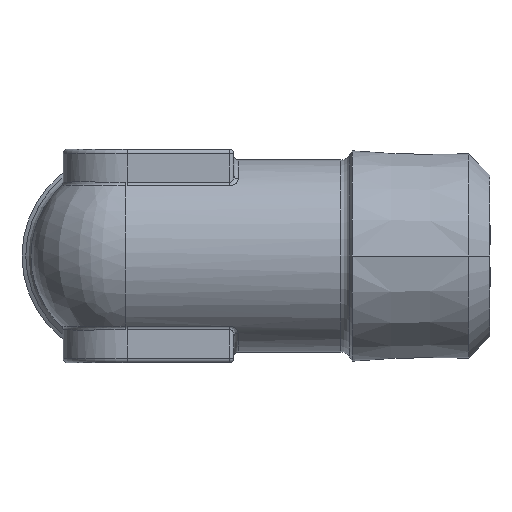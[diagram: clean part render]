
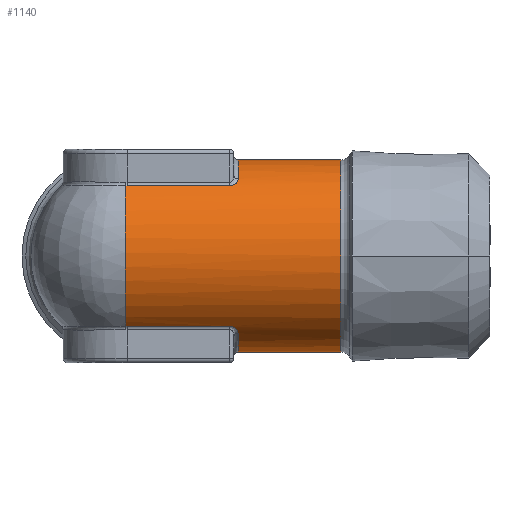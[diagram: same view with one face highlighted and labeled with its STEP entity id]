
A CAD part, left-side view. The second image highlights one B-rep face of the part: STEP entity #1140.
In plain terms, the highlighted cylindrical face has radius 4.5 mm (diameter 9 mm), a partial arc.
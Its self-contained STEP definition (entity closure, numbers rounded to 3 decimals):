
#112 = DIRECTION ( 'NONE',  ( 0., 0., 1. ) ) ;
#113 = DIRECTION ( 'NONE',  ( 0., 1., 0. ) ) ;
#114 = CARTESIAN_POINT ( 'NONE',  ( 0., -10., 0. ) ) ;
#203 = DIRECTION ( 'NONE',  ( 0., 0., -1. ) ) ;
#204 = CARTESIAN_POINT ( 'NONE',  ( 0., 0., 0. ) ) ;
#213 = CYLINDRICAL_SURFACE ( 'NONE', #3355, 4.5 ) ;
#215 = FACE_OUTER_BOUND ( 'NONE', #929, .T. ) ;
#226 = DIRECTION ( 'NONE',  ( 0., -1., 0. ) ) ;
#435 = ORIENTED_EDGE ( 'NONE', *, *, #2346, .F. ) ;
#666 = VERTEX_POINT ( 'NONE', #2669 ) ;
#675 = VERTEX_POINT ( 'NONE', #2554 ) ;
#681 = VERTEX_POINT ( 'NONE', #2501 ) ;
#696 = VERTEX_POINT ( 'NONE', #2434 ) ;
#713 = VERTEX_POINT ( 'NONE', #2299 ) ;
#732 = VERTEX_POINT ( 'NONE', #1672 ) ;
#755 = VERTEX_POINT ( 'NONE', #1604 ) ;
#758 = VERTEX_POINT ( 'NONE', #1697 ) ;
#769 = VERTEX_POINT ( 'NONE', #1686 ) ;
#796 = VERTEX_POINT ( 'NONE', #1648 ) ;
#803 = VERTEX_POINT ( 'NONE', #1640 ) ;
#817 = VERTEX_POINT ( 'NONE', #1622 ) ;
#929 = EDGE_LOOP ( 'NONE', ( #435, #3449, #3448, #3447, #3446, #3445, #3444, #3443, #3442, #3441, #3440, #3439 ) ) ;
#1034 = B_SPLINE_CURVE_WITH_KNOTS ( 'NONE', 3,
 ( #1924, #1933, #1945, #1946 ),
 .UNSPECIFIED., .F., .F.,
 ( 4, 4 ),
 ( 0., 0. ),
 .UNSPECIFIED. ) ;
#1049 = B_SPLINE_CURVE_WITH_KNOTS ( 'NONE', 3,
 ( #1948, #1947, #1955, #1956, #1957, #1958, #1959, #1960 ),
 .UNSPECIFIED., .F., .F.,
 ( 4, 2, 2, 4 ),
 ( 0., 0., 0.001, 0.001 ),
 .UNSPECIFIED. ) ;
#1056 = B_SPLINE_CURVE_WITH_KNOTS ( 'NONE', 3,
 ( #1928, #1929, #1934, #1935, #1936, #1937, #1938, #1939 ),
 .UNSPECIFIED., .F., .F.,
 ( 4, 2, 2, 4 ),
 ( 0., 0., 0., 0.001 ),
 .UNSPECIFIED. ) ;
#1057 = B_SPLINE_CURVE_WITH_KNOTS ( 'NONE', 3,
 ( #1944, #1943, #1949, #1950 ),
 .UNSPECIFIED., .F., .F.,
 ( 4, 4 ),
 ( 0., 0. ),
 .UNSPECIFIED. ) ;
#1140 = ADVANCED_FACE ( 'NONE', ( #215 ), #213, .T. ) ;
#1398 = AXIS2_PLACEMENT_3D ( 'NONE', #114, #113, #112 ) ;
#1400 = CIRCLE ( 'NONE', #1398, 4.5 ) ;
#1604 = CARTESIAN_POINT ( 'NONE',  ( -3.063, 0.068, 3.297 ) ) ;
#1622 = CARTESIAN_POINT ( 'NONE',  ( 0., -5.2, -4.5 ) ) ;
#1640 = CARTESIAN_POINT ( 'NONE',  ( -3.064, 0., 3.296 ) ) ;
#1648 = CARTESIAN_POINT ( 'NONE',  ( -3.063, 0.068, -3.297 ) ) ;
#1672 = CARTESIAN_POINT ( 'NONE',  ( -3.064, 0., -3.296 ) ) ;
#1686 = CARTESIAN_POINT ( 'NONE',  ( -2.681, -5.2, -3.614 ) ) ;
#1697 = CARTESIAN_POINT ( 'NONE',  ( -2.681, -5.2, 3.614 ) ) ;
#1742 = CARTESIAN_POINT ( 'NONE',  ( 0., 0., 4.5 ) ) ;
#1745 = CARTESIAN_POINT ( 'NONE',  ( 0., 0., -4.5 ) ) ;
#1746 = LINE ( 'NONE', #1745, #3179 ) ;
#1747 = LINE ( 'NONE', #1742, #3180 ) ;
#1751 = DIRECTION ( 'NONE',  ( 0., -1., 0. ) ) ;
#1757 = DIRECTION ( 'NONE',  ( 0., -1., 0. ) ) ;
#1887 = CARTESIAN_POINT ( 'NONE',  ( -3.063, 0.068, 3.297 ) ) ;
#1904 = CARTESIAN_POINT ( 'NONE',  ( -5.108, 0.114, 1.396 ) ) ;
#1905 = CARTESIAN_POINT ( 'NONE',  ( -5.108, 0.114, -1.396 ) ) ;
#1906 = CARTESIAN_POINT ( 'NONE',  ( -3.063, 0.068, -3.297 ) ) ;
#1924 = CARTESIAN_POINT ( 'NONE',  ( -3.064, 0., 3.296 ) ) ;
#1928 = CARTESIAN_POINT ( 'NONE',  ( -3.064, -4.8, 3.296 ) ) ;
#1929 = CARTESIAN_POINT ( 'NONE',  ( -3.064, -4.86, 3.296 ) ) ;
#1930 = CARTESIAN_POINT ( 'NONE',  ( 0., -5.2, 0. ) ) ;
#1931 = DIRECTION ( 'NONE',  ( 0., -1., 0. ) ) ;
#1932 = DIRECTION ( 'NONE',  ( 1., 0., 0. ) ) ;
#1933 = CARTESIAN_POINT ( 'NONE',  ( -3.064, 0.023, 3.296 ) ) ;
#1934 = CARTESIAN_POINT ( 'NONE',  ( -3.051, -4.917, 3.308 ) ) ;
#1935 = CARTESIAN_POINT ( 'NONE',  ( -3.006, -5.019, 3.349 ) ) ;
#1936 = CARTESIAN_POINT ( 'NONE',  ( -2.974, -5.062, 3.377 ) ) ;
#1937 = CARTESIAN_POINT ( 'NONE',  ( -2.866, -5.164, 3.47 ) ) ;
#1938 = CARTESIAN_POINT ( 'NONE',  ( -2.776, -5.2, 3.544 ) ) ;
#1939 = CARTESIAN_POINT ( 'NONE',  ( -2.681, -5.2, 3.614 ) ) ;
#1940 = LINE ( 'NONE', #1941, #2474 ) ;
#1941 = CARTESIAN_POINT ( 'NONE',  ( -3.064, 0., 3.296 ) ) ;
#1942 = DIRECTION ( 'NONE',  ( 0., 1., 0. ) ) ;
#1943 = CARTESIAN_POINT ( 'NONE',  ( -3.064, 0.045, -3.296 ) ) ;
#1944 = CARTESIAN_POINT ( 'NONE',  ( -3.063, 0.068, -3.297 ) ) ;
#1945 = CARTESIAN_POINT ( 'NONE',  ( -3.064, 0.045, 3.296 ) ) ;
#1946 = CARTESIAN_POINT ( 'NONE',  ( -3.063, 0.068, 3.297 ) ) ;
#1947 = CARTESIAN_POINT ( 'NONE',  ( -2.776, -5.2, -3.544 ) ) ;
#1948 = CARTESIAN_POINT ( 'NONE',  ( -2.681, -5.2, -3.614 ) ) ;
#1949 = CARTESIAN_POINT ( 'NONE',  ( -3.064, 0.023, -3.296 ) ) ;
#1950 = CARTESIAN_POINT ( 'NONE',  ( -3.064, 0., -3.296 ) ) ;
#1951 = LINE ( 'NONE', #1952, #2476 ) ;
#1952 = CARTESIAN_POINT ( 'NONE',  ( -3.064, 0., -3.296 ) ) ;
#1953 = DIRECTION ( 'NONE',  ( 0., -1., 0. ) ) ;
#1955 = CARTESIAN_POINT ( 'NONE',  ( -2.866, -5.165, -3.47 ) ) ;
#1956 = CARTESIAN_POINT ( 'NONE',  ( -2.975, -5.061, -3.377 ) ) ;
#1957 = CARTESIAN_POINT ( 'NONE',  ( -3.006, -5.018, -3.349 ) ) ;
#1958 = CARTESIAN_POINT ( 'NONE',  ( -3.051, -4.917, -3.308 ) ) ;
#1959 = CARTESIAN_POINT ( 'NONE',  ( -3.064, -4.859, -3.296 ) ) ;
#1960 = CARTESIAN_POINT ( 'NONE',  ( -3.064, -4.8, -3.296 ) ) ;
#1962 = CARTESIAN_POINT ( 'NONE',  ( 0., -5.2, 0. ) ) ;
#1963 = DIRECTION ( 'NONE',  ( 0., -1., 0. ) ) ;
#1964 = DIRECTION ( 'NONE',  ( 1., 0., 0. ) ) ;
#2299 = CARTESIAN_POINT ( 'NONE',  ( -3.064, -4.8, 3.296 ) ) ;
#2328 = EDGE_CURVE ( 'NONE', #681, #666, #1400, .T. ) ;
#2346 = EDGE_CURVE ( 'NONE', #675, #666, #1747, .T. ) ;
#2348 = EDGE_CURVE ( 'NONE', #817, #681, #1746, .T. ) ;
#2376 = EDGE_CURVE ( 'NONE', #755, #796, #4325, .T. ) ;
#2380 = EDGE_CURVE ( 'NONE', #675, #758, #2478, .T. ) ;
#2381 = EDGE_CURVE ( 'NONE', #713, #758, #1056, .T. ) ;
#2382 = EDGE_CURVE ( 'NONE', #713, #803, #1940, .T. ) ;
#2383 = EDGE_CURVE ( 'NONE', #803, #755, #1034, .T. ) ;
#2384 = EDGE_CURVE ( 'NONE', #796, #732, #1057, .T. ) ;
#2385 = EDGE_CURVE ( 'NONE', #732, #696, #1951, .T. ) ;
#2386 = EDGE_CURVE ( 'NONE', #769, #696, #1049, .T. ) ;
#2387 = EDGE_CURVE ( 'NONE', #769, #817, #2470, .T. ) ;
#2434 = CARTESIAN_POINT ( 'NONE',  ( -3.064, -4.8, -3.296 ) ) ;
#2469 = AXIS2_PLACEMENT_3D ( 'NONE', #1962, #1963, #1964 ) ;
#2470 = CIRCLE ( 'NONE', #2469, 4.5 ) ;
#2474 = VECTOR ( 'NONE', #1942, 1000. ) ;
#2475 = AXIS2_PLACEMENT_3D ( 'NONE', #1930, #1931, #1932 ) ;
#2476 = VECTOR ( 'NONE', #1953, 1000. ) ;
#2478 = CIRCLE ( 'NONE', #2475, 4.5 ) ;
#2501 = CARTESIAN_POINT ( 'NONE',  ( 0., -10., -4.5 ) ) ;
#2554 = CARTESIAN_POINT ( 'NONE',  ( 0., -5.2, 4.5 ) ) ;
#2669 = CARTESIAN_POINT ( 'NONE',  ( 0., -10., 4.5 ) ) ;
#3179 = VECTOR ( 'NONE', #1757, 1000. ) ;
#3180 = VECTOR ( 'NONE', #1751, 1000. ) ;
#3355 = AXIS2_PLACEMENT_3D ( 'NONE', #204, #226, #203 ) ;
#3439 = ORIENTED_EDGE ( 'NONE', *, *, #2328, .T. ) ;
#3440 = ORIENTED_EDGE ( 'NONE', *, *, #2348, .T. ) ;
#3441 = ORIENTED_EDGE ( 'NONE', *, *, #2387, .T. ) ;
#3442 = ORIENTED_EDGE ( 'NONE', *, *, #2386, .F. ) ;
#3443 = ORIENTED_EDGE ( 'NONE', *, *, #2385, .T. ) ;
#3444 = ORIENTED_EDGE ( 'NONE', *, *, #2384, .T. ) ;
#3445 = ORIENTED_EDGE ( 'NONE', *, *, #2376, .T. ) ;
#3446 = ORIENTED_EDGE ( 'NONE', *, *, #2383, .T. ) ;
#3447 = ORIENTED_EDGE ( 'NONE', *, *, #2382, .T. ) ;
#3448 = ORIENTED_EDGE ( 'NONE', *, *, #2381, .F. ) ;
#3449 = ORIENTED_EDGE ( 'NONE', *, *, #2380, .T. ) ;
#4325 =( BOUNDED_CURVE ( )  B_SPLINE_CURVE ( 3, ( #1887, #1904, #1905, #1906 ),
 .UNSPECIFIED., .F., .T. ) 
 B_SPLINE_CURVE_WITH_KNOTS ( ( 4, 4 ),
 ( 2.32, 3.964 ),
 .UNSPECIFIED. ) 
 CURVE ( )  GEOMETRIC_REPRESENTATION_ITEM ( )  RATIONAL_B_SPLINE_CURVE ( ( 1., 0.787, 0.787, 1. ) ) 
 REPRESENTATION_ITEM ( '' )  );
